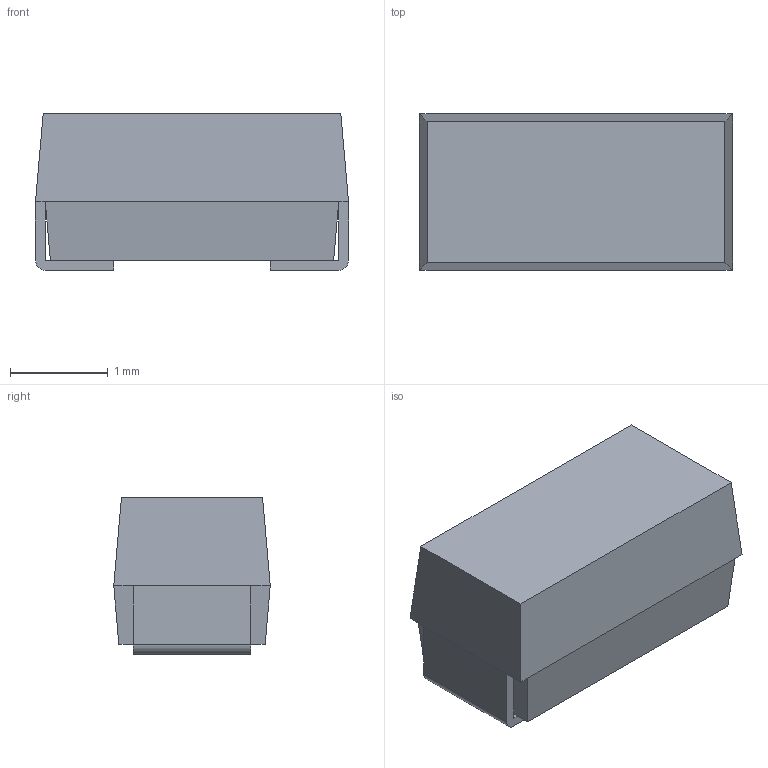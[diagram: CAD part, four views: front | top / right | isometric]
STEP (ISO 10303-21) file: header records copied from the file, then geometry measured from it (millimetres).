
FILE_DESCRIPTION(('Open CASCADE Model'),'2;1');
FILE_NAME('Open CASCADE Shape Model','2016-05-10T17:41:45',('Author'),( 'Open CASCADE'),'Open CASCADE STEP processor 6.7','Open CASCADE 6.7' ,'Unknown');
FILE_SCHEMA(('AUTOMOTIVE_DESIGN_CC2 { 1 2 10303 214 -1 1 5 4 }'));
Length unit declared in the file: millimetre
Products named in the file (1): Open CASCADE STEP translator 6.7 1515
Bounding box: 3.2 x 1.6 x 1.6 mm (x, y, z)
Volume: 7.3 mm3; surface area: 26.9 mm2
Topology: 1 solids, 1 shells, 30 faces, 80 edges, 48 vertices
Faces by surface type: plane 28, cylinder 2
Entity records: 2353 total; most frequent: CARTESIAN_POINT 523, DIRECTION 296, LINE 224, VECTOR 224, ORIENTED_EDGE 160, PCURVE 160, DEFINITIONAL_REPRESENTATION 160, EDGE_CURVE 80
